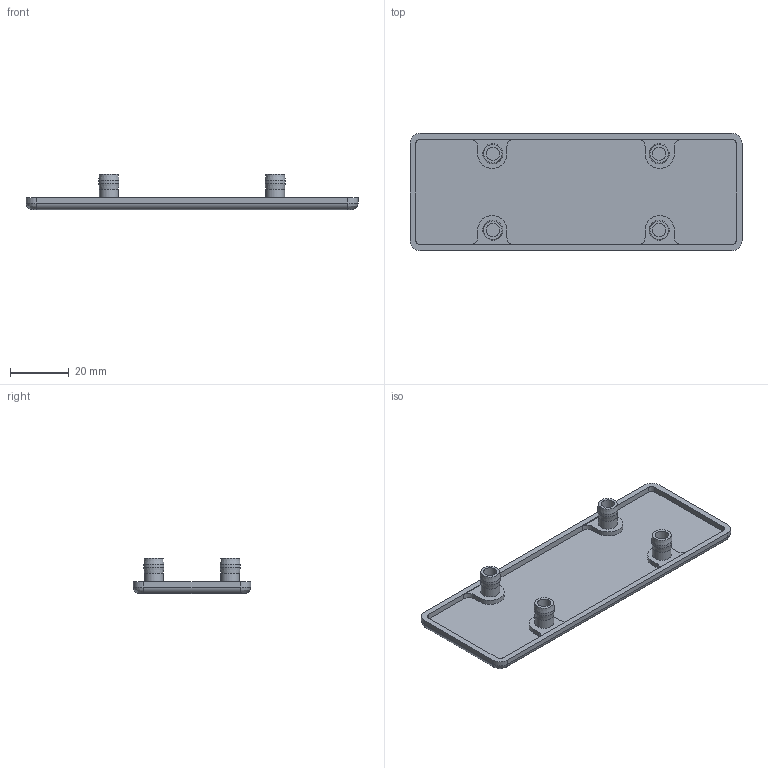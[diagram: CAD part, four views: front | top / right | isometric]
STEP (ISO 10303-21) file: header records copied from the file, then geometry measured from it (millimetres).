
FILE_DESCRIPTION((''),'2;1');
FILE_NAME('SZ0071S-A.stp','2013-08-20T10:24:07',('janine behrens'),(''),'Autodesk Inventor 2012','Autodesk Inventor 2012','');
FILE_SCHEMA(('AUTOMOTIVE_DESIGN { 1 0 10303 214 1 1 1 1 }'));
Length unit declared in the file: millimetre
Products named in the file (1): SZ0071S-A
Bounding box: 113 x 40 x 12 mm (x, y, z)
Volume: 11094.7 mm3; surface area: 11747.7 mm2
Topology: 1 solids, 1 shells, 79 faces, 184 edges, 116 vertices
Faces by surface type: cylinder 36, plane 31, cone 8, bspline 4
Full cylindrical faces by diameter (mm): 4.5 x4, 6.4 x4, 6.9 x4
Entity records: 2344 total; most frequent: CARTESIAN_POINT 536, DIRECTION 396, ORIENTED_EDGE 328, EDGE_CURVE 164, AXIS2_PLACEMENT_3D 156, VERTEX_POINT 116, EDGE_LOOP 108, VECTOR 84
